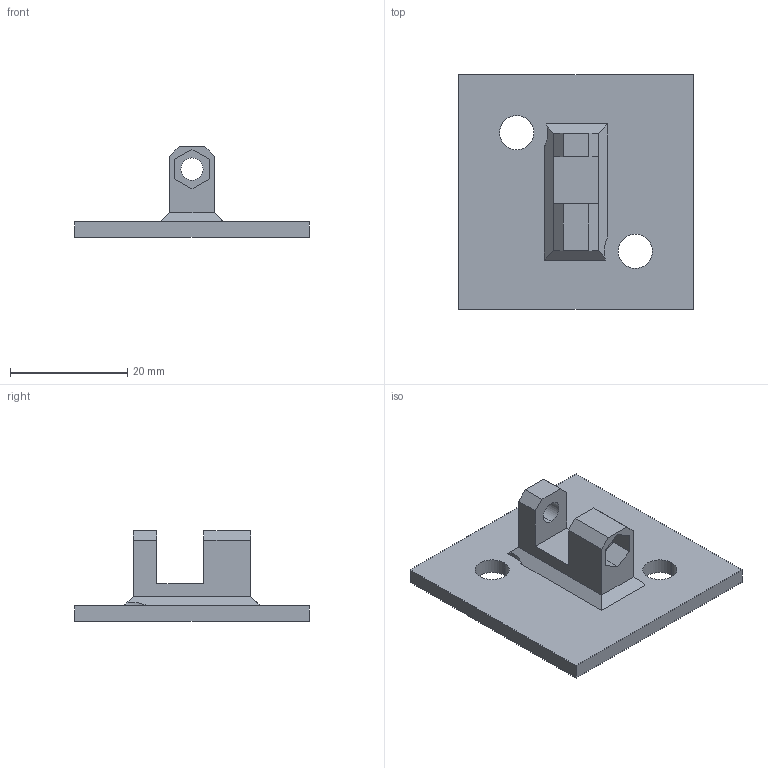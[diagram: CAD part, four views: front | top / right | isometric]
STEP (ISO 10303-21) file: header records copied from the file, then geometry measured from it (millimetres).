
FILE_DESCRIPTION (( 'STEP AP214' ), '1' );
FILE_NAME ('AC_PrinterConnect.STEP', '2023-01-29T07:50:29', ( '' ), ( '' ), '', '', '' );
FILE_SCHEMA (( 'AUTOMOTIVE_DESIGN' ));
Length unit declared in the file: millimetre
Products named in the file (1): AC_PrinterConnect
Bounding box: 40 x 40 x 15.4 mm (x, y, z)
Volume: 5258.3 mm3; surface area: 4356.7 mm2
Topology: 1 solids, 1 shells, 41 faces, 107 edges, 70 vertices
Faces by surface type: plane 30, cylinder 11
Entity records: 1298 total; most frequent: CARTESIAN_POINT 234, ORIENTED_EDGE 214, DIRECTION 205, EDGE_CURVE 107, VECTOR 83, LINE 83, VERTEX_POINT 70, AXIS2_PLACEMENT_3D 61
